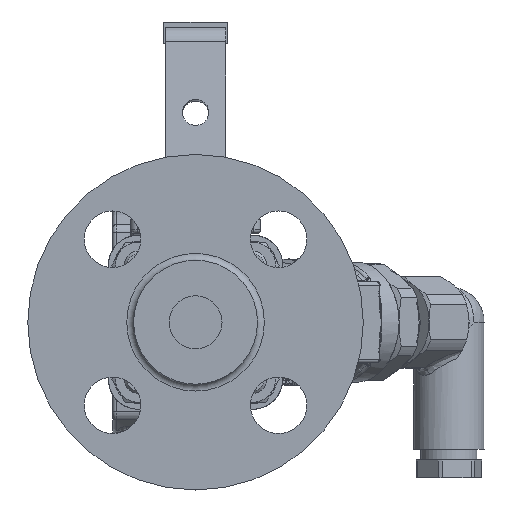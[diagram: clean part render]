
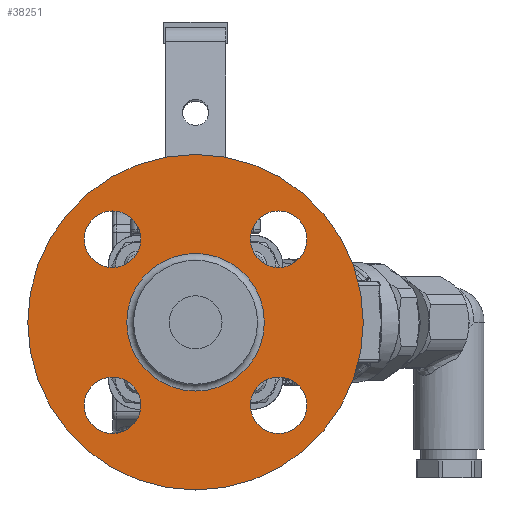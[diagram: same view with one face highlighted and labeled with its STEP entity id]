
A CAD part, left-side view. The second image highlights one B-rep face of the part: STEP entity #38251.
In plain terms, the highlighted planar face has unit normal (-1, 0, 0).
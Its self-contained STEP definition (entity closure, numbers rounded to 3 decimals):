
#2950=FACE_BOUND('',#12304,.T.);
#2951=FACE_BOUND('',#12305,.T.);
#2952=FACE_BOUND('',#12306,.T.);
#2953=FACE_BOUND('',#12307,.T.);
#2954=FACE_BOUND('',#12308,.T.);
#9786=FACE_OUTER_BOUND('',#12303,.T.);
#12303=EDGE_LOOP('',(#32089));
#12304=EDGE_LOOP('',(#32090));
#12305=EDGE_LOOP('',(#32091));
#12306=EDGE_LOOP('',(#32092));
#12307=EDGE_LOOP('',(#32093));
#12308=EDGE_LOOP('',(#32094));
#14473=CIRCLE('',#42064,47.5);
#14475=CIRCLE('',#42068,8.);
#14477=CIRCLE('',#42071,8.);
#14479=CIRCLE('',#42074,8.);
#14481=CIRCLE('',#42077,8.);
#14483=CIRCLE('',#42080,19.486);
#17519=VERTEX_POINT('',#71907);
#17521=VERTEX_POINT('',#71915);
#17523=VERTEX_POINT('',#71921);
#17525=VERTEX_POINT('',#71927);
#17527=VERTEX_POINT('',#71933);
#17529=VERTEX_POINT('',#71939);
#22510=EDGE_CURVE('',#17519,#17519,#14473,.T.);
#22513=EDGE_CURVE('',#17521,#17521,#14475,.T.);
#22516=EDGE_CURVE('',#17523,#17523,#14477,.T.);
#22519=EDGE_CURVE('',#17525,#17525,#14479,.T.);
#22522=EDGE_CURVE('',#17527,#17527,#14481,.T.);
#22525=EDGE_CURVE('',#17529,#17529,#14483,.T.);
#32089=ORIENTED_EDGE('',*,*,#22510,.F.);
#32090=ORIENTED_EDGE('',*,*,#22513,.T.);
#32091=ORIENTED_EDGE('',*,*,#22516,.T.);
#32092=ORIENTED_EDGE('',*,*,#22519,.T.);
#32093=ORIENTED_EDGE('',*,*,#22522,.T.);
#32094=ORIENTED_EDGE('',*,*,#22525,.F.);
#36437=PLANE('',#42079);
#38251=ADVANCED_FACE('',(#9786,#2950,#2951,#2952,#2953,#2954),#36437,.F.);
#42064=AXIS2_PLACEMENT_3D('',#71909,#50746,#50747);
#42068=AXIS2_PLACEMENT_3D('',#71916,#50755,#50756);
#42071=AXIS2_PLACEMENT_3D('',#71922,#50762,#50763);
#42074=AXIS2_PLACEMENT_3D('',#71928,#50769,#50770);
#42077=AXIS2_PLACEMENT_3D('',#71934,#50776,#50777);
#42079=AXIS2_PLACEMENT_3D('',#71938,#50781,#50782);
#42080=AXIS2_PLACEMENT_3D('',#71940,#50783,#50784);
#50746=DIRECTION('center_axis',(1.,0.,0.));
#50747=DIRECTION('ref_axis',(0.,0.,
-1.));
#50755=DIRECTION('center_axis',(1.,0.,0.));
#50756=DIRECTION('ref_axis',(0.,0.,
1.));
#50762=DIRECTION('center_axis',(1.,0.,0.));
#50763=DIRECTION('ref_axis',(0.,-1.,0.));
#50769=DIRECTION('center_axis',(1.,0.,0.));
#50770=DIRECTION('ref_axis',(0.,0.,
-1.));
#50776=DIRECTION('center_axis',(1.,0.,0.));
#50777=DIRECTION('ref_axis',(0.,1.,0.));
#50781=DIRECTION('center_axis',(1.,0.,0.));
#50782=DIRECTION('ref_axis',(0.,0.,
-1.));
#50783=DIRECTION('center_axis',(-1.,0.,0.));
#50784=DIRECTION('ref_axis',(0.,0.,
1.));
#71907=CARTESIAN_POINT('',(-282.036,18.833,45.983));
#71909=CARTESIAN_POINT('Origin',(-282.036,18.833,-1.517));
#71915=CARTESIAN_POINT('',(-282.036,42.344,13.994));
#71916=CARTESIAN_POINT('Origin',(-282.036,42.344,21.994));
#71921=CARTESIAN_POINT('',(-282.036,3.321,21.994));
#71922=CARTESIAN_POINT('Origin',(-282.036,-4.679,21.994));
#71927=CARTESIAN_POINT('',(-282.036,-4.679,-17.028));
#71928=CARTESIAN_POINT('Origin',(-282.036,-4.679,-25.028));
#71933=CARTESIAN_POINT('',(-282.036,34.344,-25.028));
#71934=CARTESIAN_POINT('Origin',(-282.036,42.344,-25.028));
#71938=CARTESIAN_POINT('Origin',(-282.036,18.833,-1.517));
#71939=CARTESIAN_POINT('',(-282.036,18.833,-21.004));
#71940=CARTESIAN_POINT('Origin',(-282.036,18.833,-1.517));
